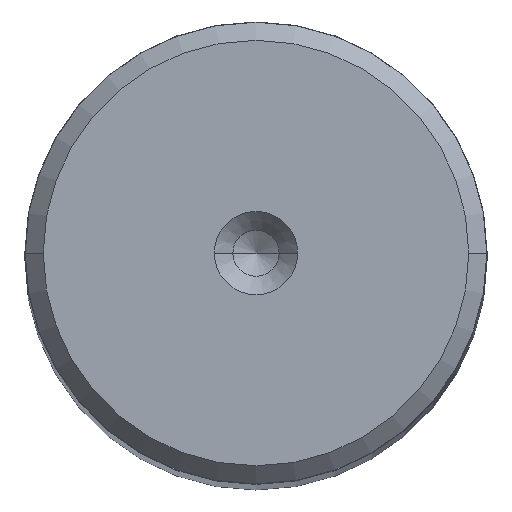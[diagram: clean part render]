
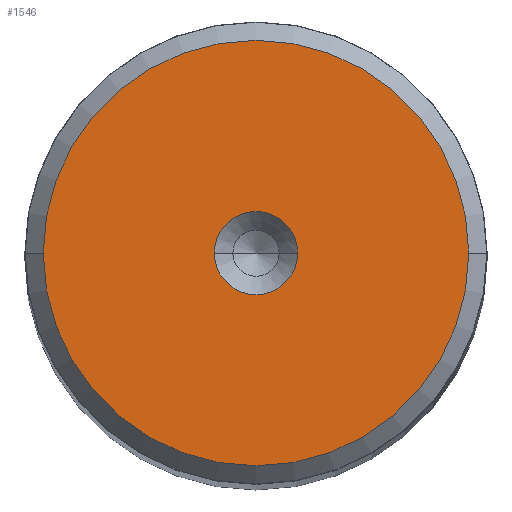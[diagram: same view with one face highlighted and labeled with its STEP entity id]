
A CAD part, top view. The second image highlights one B-rep face of the part: STEP entity #1546.
In plain terms, the highlighted planar face has unit normal (0, 0, 1).
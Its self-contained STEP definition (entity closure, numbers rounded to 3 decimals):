
#10 = CARTESIAN_POINT ( 'NONE',  ( -2.25, 0., 180. ) ) ;
#51 = VERTEX_POINT ( 'NONE', #879 ) ;
#179 = AXIS2_PLACEMENT_3D ( 'NONE', #796, #407, #1736 ) ;
#253 = DIRECTION ( 'NONE',  ( 1., 0., 0. ) ) ;
#315 = EDGE_CURVE ( 'NONE', #1028, #2157, #2010, .T. ) ;
#353 = DIRECTION ( 'NONE',  ( 0., 0., 1. ) ) ;
#366 = DIRECTION ( 'NONE',  ( 1., 0., 0. ) ) ;
#373 = AXIS2_PLACEMENT_3D ( 'NONE', #779, #747, #366 ) ;
#407 = DIRECTION ( 'NONE',  ( 0., 0., 1. ) ) ;
#426 = EDGE_LOOP ( 'NONE', ( #2075, #546 ) ) ;
#449 = CARTESIAN_POINT ( 'NONE',  ( 0., 0., 180. ) ) ;
#533 = CIRCLE ( 'NONE', #1456, 11.509 ) ;
#546 = ORIENTED_EDGE ( 'NONE', *, *, #2087, .F. ) ;
#747 = DIRECTION ( 'NONE',  ( 0., 0., 1. ) ) ;
#752 = CARTESIAN_POINT ( 'NONE',  ( 0., 0., 180. ) ) ;
#779 = CARTESIAN_POINT ( 'NONE',  ( 0., 0., 180. ) ) ;
#796 = CARTESIAN_POINT ( 'NONE',  ( 0., 0., 180. ) ) ;
#844 = AXIS2_PLACEMENT_3D ( 'NONE', #2334, #2149, #1995 ) ;
#879 = CARTESIAN_POINT ( 'NONE',  ( 2.25, 0., 180. ) ) ;
#975 = CARTESIAN_POINT ( 'NONE',  ( -11.509, 0., 180. ) ) ;
#997 = PLANE ( 'NONE',  #844 ) ;
#1028 = VERTEX_POINT ( 'NONE', #1865 ) ;
#1116 = EDGE_CURVE ( 'NONE', #51, #2166, #1464, .T. ) ;
#1264 = ORIENTED_EDGE ( 'NONE', *, *, #2315, .T. ) ;
#1406 = DIRECTION ( 'NONE',  ( 0., 0., 1. ) ) ;
#1456 = AXIS2_PLACEMENT_3D ( 'NONE', #449, #1406, #253 ) ;
#1464 = CIRCLE ( 'NONE', #1898, 2.25 ) ;
#1546 = ADVANCED_FACE ( 'NONE', ( #2477, #1877 ), #997, .T. ) ;
#1688 = DIRECTION ( 'NONE',  ( 1., 0., 0. ) ) ;
#1736 = DIRECTION ( 'NONE',  ( 1., 0., 0. ) ) ;
#1865 = CARTESIAN_POINT ( 'NONE',  ( 11.509, 0., 180. ) ) ;
#1877 = FACE_OUTER_BOUND ( 'NONE', #2093, .T. ) ;
#1882 = ORIENTED_EDGE ( 'NONE', *, *, #315, .T. ) ;
#1898 = AXIS2_PLACEMENT_3D ( 'NONE', #752, #353, #1688 ) ;
#1903 = CIRCLE ( 'NONE', #179, 2.25 ) ;
#1995 = DIRECTION ( 'NONE',  ( 1., 0., 0. ) ) ;
#2010 = CIRCLE ( 'NONE', #373, 11.509 ) ;
#2075 = ORIENTED_EDGE ( 'NONE', *, *, #1116, .F. ) ;
#2087 = EDGE_CURVE ( 'NONE', #2166, #51, #1903, .T. ) ;
#2093 = EDGE_LOOP ( 'NONE', ( #1264, #1882 ) ) ;
#2149 = DIRECTION ( 'NONE',  ( 0., 0., 1. ) ) ;
#2157 = VERTEX_POINT ( 'NONE', #975 ) ;
#2166 = VERTEX_POINT ( 'NONE', #10 ) ;
#2315 = EDGE_CURVE ( 'NONE', #2157, #1028, #533, .T. ) ;
#2334 = CARTESIAN_POINT ( 'NONE',  ( 0., 0., 180. ) ) ;
#2477 = FACE_BOUND ( 'NONE', #426, .T. ) ;
